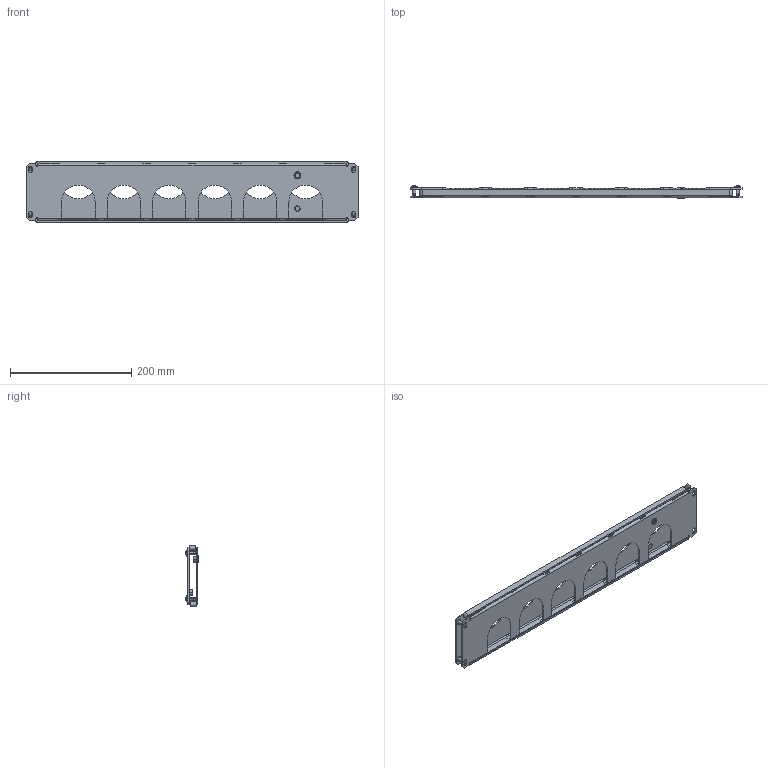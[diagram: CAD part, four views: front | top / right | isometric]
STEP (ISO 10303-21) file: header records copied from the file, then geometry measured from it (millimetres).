
FILE_DESCRIPTION (( 'STEP AP203' ), '1' );
FILE_NAME ('UR18100181204 Ïàíåëü êàáåëüíîãî ââîäà ñðåäíÿÿ 100ìì RS52 00.120 (2øò) (000.801.505-05).STEP', '2022-04-15T12:08:53', ( '' ), ( '' ), 'SwSTEP 2.0', 'SolidWorks 2017', '' );
FILE_SCHEMA (( 'CONFIG_CONTROL_DESIGN' ));
Length unit declared in the file: millimetre
Products named in the file (6): 000.130.447 Ïàíåëü êàáåëüíîãî ââîäà RS52_05 (00.65); Âèíò DIN 7500 C TORX_Œ5å12; 003-488 Ïàíåëü êàáåëüíîãî ââîäà RS52_05 (00.65); UR18100181204 Ïàíåëü êàáåëüíîãî ââîäà ñðåäíÿÿ 100ìì RS52 00.120 (2øò) (000.801.505-05); Óïëîòíèòåëü 3õ10 ïàíåëåé îñíîâàíèÿ LC3 00.80_05 (00.65); ч蜱齁罻 ST-9
Assembly tree (9 placements, depth 3):
  UR18100181204 Ïàíåëü êàáåëüíîãî ââîäà ñðåäíÿÿ 100ìì RS52 00.120 (2øò) (000.801.505-05)
    000.130.447 Ïàíåëü êàáåëüíîãî ââîäà RS52_05 (00.65)  x2
      003-488 Ïàíåëü êàáåëüíîãî ââîäà RS52_05 (00.65)
      Óïëîòíèòåëü 3õ10 ïàíåëåé îñíîâàíèÿ LC3 00.80_05 (00.65)
      ч蜱齁罻 ST-9
    Âèíò DIN 7500 C TORX_Œ5å12  x4
Bounding box: 548 x 20.64 x 101 mm (x, y, z)
Volume: 200328.9 mm3; surface area: 206045.4 mm2
Topology: 10 solids, 10 shells, 592 faces, 1600 edges, 1036 vertices
Faces by surface type: plane 372, cylinder 176, cone 20, torus 16, sphere 8
Entity records: 8810 total; most frequent: CARTESIAN_POINT 1522, DIRECTION 1387, ORIENTED_EDGE 1376, EDGE_CURVE 688, VECTOR 477, LINE 477, AXIS2_PLACEMENT_3D 455, VERTEX_POINT 444
